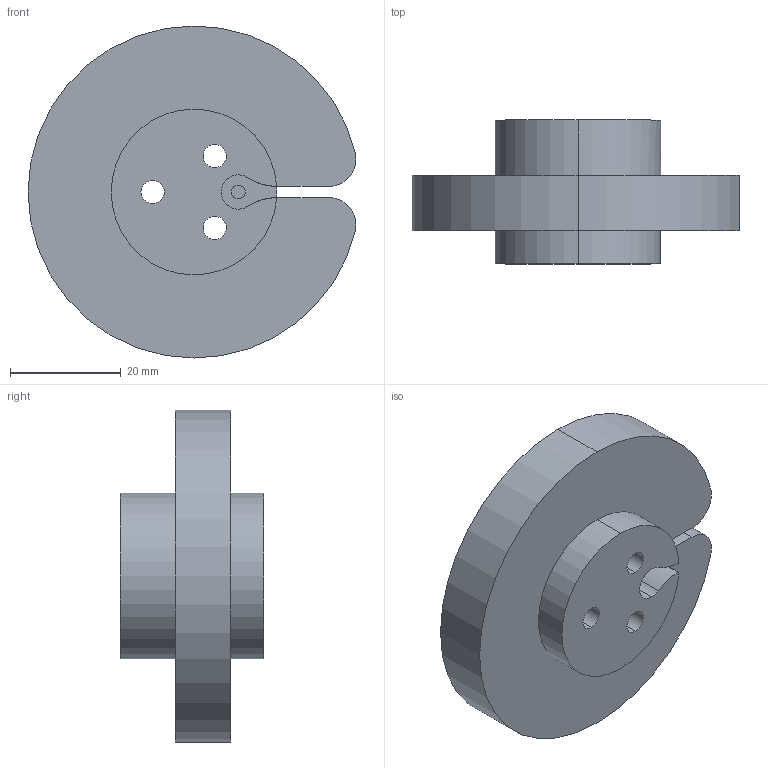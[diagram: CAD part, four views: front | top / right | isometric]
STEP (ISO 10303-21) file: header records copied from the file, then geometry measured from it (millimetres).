
FILE_DESCRIPTION (( 'STEP AP214' ), '1' );
FILE_NAME ('Êä³ö¶Ë.STEP', '2025-10-24T04:54:26', ( '' ), ( '' ), 'SwSTEP 2.0', 'SolidWorks 2023', '' );
FILE_SCHEMA (( 'AUTOMOTIVE_DESIGN' ));
Length unit declared in the file: millimetre
Products named in the file (1): 输出端
Bounding box: 59.25 x 26 x 60 mm (x, y, z)
Volume: 37309.9 mm3; surface area: 10562.6 mm2
Topology: 1 solids, 1 shells, 33 faces, 88 edges, 58 vertices
Faces by surface type: cylinder 25, plane 8
Entity records: 1097 total; most frequent: DIRECTION 212, CARTESIAN_POINT 180, ORIENTED_EDGE 176, AXIS2_PLACEMENT_3D 90, EDGE_CURVE 88, VERTEX_POINT 58, CIRCLE 56, EDGE_LOOP 40
